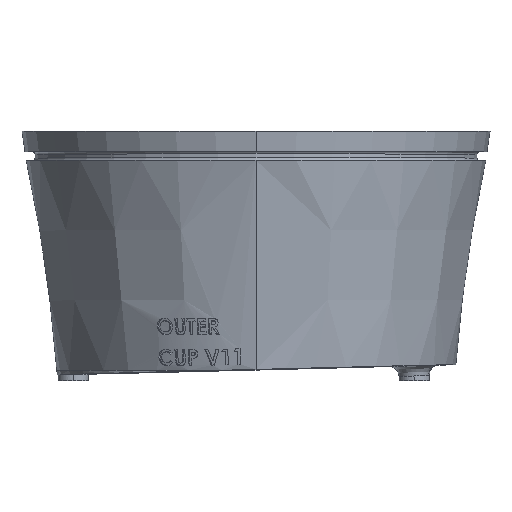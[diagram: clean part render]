
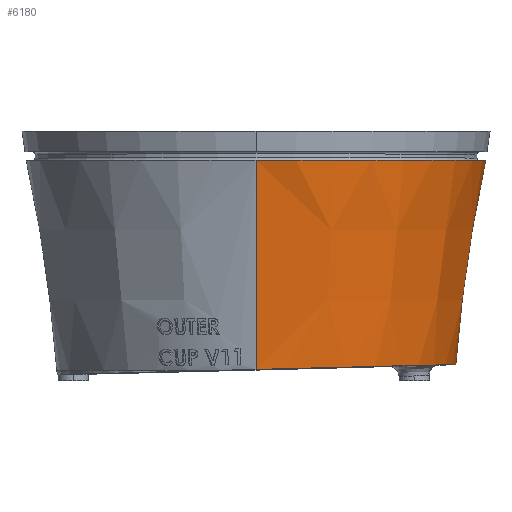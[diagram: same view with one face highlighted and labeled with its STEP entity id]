
A CAD part, top view. The second image highlights one B-rep face of the part: STEP entity #6180.
In plain terms, the highlighted conical face has half-angle 8.3 degrees and reference radius 39.221 mm.
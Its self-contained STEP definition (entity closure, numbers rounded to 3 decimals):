
#3 = CARTESIAN_POINT ( 'NONE',  ( 32.002, 274.835, -22.923 ) ) ;
#238 = ORIENTED_EDGE ( 'NONE', *, *, #291, .T. ) ;
#291 = EDGE_CURVE ( 'NONE', #4490, #5245, #4074, .T. ) ;
#350 = CARTESIAN_POINT ( 'NONE',  ( 0., 273.849, 39.221 ) ) ;
#897 = LINE ( 'NONE', #10400, #4862 ) ;
#1605 = CONICAL_SURFACE ( 'NONE', #7468, 39.221, 0.145 ) ;
#1634 =( BOUNDED_CURVE ( )  B_SPLINE_CURVE ( 3, ( #2901, #10607, #8767, #9843 ),
 .UNSPECIFIED., .F., .F. ) 
 B_SPLINE_CURVE_WITH_KNOTS ( ( 4, 4 ),
 ( 0.624, 1.575 ),
 .UNSPECIFIED. ) 
 CURVE ( )  GEOMETRIC_REPRESENTATION_ITEM ( )  RATIONAL_B_SPLINE_CURVE ( ( 1., 0.926, 0.926, 1. ) ) 
 REPRESENTATION_ITEM ( '' )  );
#2409 = DIRECTION ( 'NONE',  ( 1., 0., 0. ) ) ;
#2484 = EDGE_CURVE ( 'NONE', #11494, #5120, #5471, .T. ) ;
#2555 = EDGE_CURVE ( 'NONE', #11251, #5120, #897, .T. ) ;
#2685 = CARTESIAN_POINT ( 'NONE',  ( 33.493, 274.873, -20.851 ) ) ;
#2776 = EDGE_LOOP ( 'NONE', ( #3533, #9844, #11728, #5434, #6186, #238 ) ) ;
#2901 = CARTESIAN_POINT ( 'NONE',  ( 32.002, 274.835, -22.923 ) ) ;
#3533 = ORIENTED_EDGE ( 'NONE', *, *, #3878, .T. ) ;
#3549 = EDGE_CURVE ( 'NONE', #4297, #11494, #9013, .T. ) ;
#3677 =( BOUNDED_CURVE ( )  B_SPLINE_CURVE ( 3, ( #3815, #11469, #4709, #7670 ),
 .UNSPECIFIED., .F., .T. ) 
 B_SPLINE_CURVE_WITH_KNOTS ( ( 4, 4 ),
 ( 4.709, 6.712 ),
 .UNSPECIFIED. ) 
 CURVE ( )  GEOMETRIC_REPRESENTATION_ITEM ( )  RATIONAL_B_SPLINE_CURVE ( ( 1., 0.693, 0.693, 1. ) ) 
 REPRESENTATION_ITEM ( '' )  );
#3815 = CARTESIAN_POINT ( 'NONE',  ( 0., 274.019, 39.246 ) ) ;
#3876 = CARTESIAN_POINT ( 'NONE',  ( 35.836, 274.933, -16.323 ) ) ;
#3878 = EDGE_CURVE ( 'NONE', #5245, #11251, #1634, .T. ) ;
#4074 =( BOUNDED_CURVE ( )  B_SPLINE_CURVE ( 3, ( #3876, #9614, #2685, #3 ),
 .UNSPECIFIED., .F., .F. ) 
 B_SPLINE_CURVE_WITH_KNOTS ( ( 4, 4 ),
 ( 0.429, 0.624 ),
 .UNSPECIFIED. ) 
 CURVE ( )  GEOMETRIC_REPRESENTATION_ITEM ( )  RATIONAL_B_SPLINE_CURVE ( ( 1., 0.997, 0.997, 1. ) ) 
 REPRESENTATION_ITEM ( '' )  );
#4221 = DIRECTION ( 'NONE',  ( 0., 0.99, 0.144 ) ) ;
#4276 = CARTESIAN_POINT ( 'NONE',  ( 0., 274.019, 39.246 ) ) ;
#4297 = VERTEX_POINT ( 'NONE', #4276 ) ;
#4335 = DIRECTION ( 'NONE',  ( 0., 0., 1. ) ) ;
#4490 = VERTEX_POINT ( 'NONE', #5505 ) ;
#4709 = CARTESIAN_POINT ( 'NONE',  ( 49.073, 275.271, 12.618 ) ) ;
#4862 = VECTOR ( 'NONE', #5538, 1000. ) ;
#5120 = VERTEX_POINT ( 'NONE', #6257 ) ;
#5245 = VERTEX_POINT ( 'NONE', #5879 ) ;
#5284 = FACE_OUTER_BOUND ( 'NONE', #2776, .T. ) ;
#5434 = ORIENTED_EDGE ( 'NONE', *, *, #3549, .F. ) ;
#5471 = CIRCLE ( 'NONE', #8681, 45.254 ) ;
#5492 = DIRECTION ( 'NONE',  ( 0., 1., 0. ) ) ;
#5505 = CARTESIAN_POINT ( 'NONE',  ( 35.836, 274.933, -16.323 ) ) ;
#5538 = DIRECTION ( 'NONE',  ( 0., 0.99, -0.144 ) ) ;
#5879 = CARTESIAN_POINT ( 'NONE',  ( 32.002, 274.835, -22.923 ) ) ;
#6180 = ADVANCED_FACE ( 'NONE', ( #5284 ), #1605, .T. ) ;
#6186 = ORIENTED_EDGE ( 'NONE', *, *, #11058, .T. ) ;
#6257 = CARTESIAN_POINT ( 'NONE',  ( 0., 315.203, -45.254 ) ) ;
#7176 = DIRECTION ( 'NONE',  ( 0., 1., 0. ) ) ;
#7211 = CARTESIAN_POINT ( 'NONE',  ( 0., 315.203, 0. ) ) ;
#7468 = AXIS2_PLACEMENT_3D ( 'NONE', #9254, #7176, #4335 ) ;
#7670 = CARTESIAN_POINT ( 'NONE',  ( 35.836, 274.933, -16.323 ) ) ;
#8681 = AXIS2_PLACEMENT_3D ( 'NONE', #7211, #5492, #2409 ) ;
#8767 = CARTESIAN_POINT ( 'NONE',  ( 12.931, 274.349, -39.294 ) ) ;
#9013 = LINE ( 'NONE', #350, #12354 ) ;
#9254 = CARTESIAN_POINT ( 'NONE',  ( 0., 273.849, 0. ) ) ;
#9614 = CARTESIAN_POINT ( 'NONE',  ( 34.775, 274.906, -18.644 ) ) ;
#9843 = CARTESIAN_POINT ( 'NONE',  ( 0., 274.019, -39.246 ) ) ;
#9844 = ORIENTED_EDGE ( 'NONE', *, *, #2555, .T. ) ;
#10400 = CARTESIAN_POINT ( 'NONE',  ( 0., 273.849, -39.221 ) ) ;
#10444 = CARTESIAN_POINT ( 'NONE',  ( 0., 274.019, -39.246 ) ) ;
#10607 = CARTESIAN_POINT ( 'NONE',  ( 24.45, 274.643, -33.418 ) ) ;
#11058 = EDGE_CURVE ( 'NONE', #4297, #4490, #3677, .T. ) ;
#11070 = CARTESIAN_POINT ( 'NONE',  ( 0., 315.203, 45.254 ) ) ;
#11251 = VERTEX_POINT ( 'NONE', #10444 ) ;
#11469 = CARTESIAN_POINT ( 'NONE',  ( 31.825, 274.831, 39.364 ) ) ;
#11494 = VERTEX_POINT ( 'NONE', #11070 ) ;
#11728 = ORIENTED_EDGE ( 'NONE', *, *, #2484, .F. ) ;
#12354 = VECTOR ( 'NONE', #4221, 1000. ) ;
